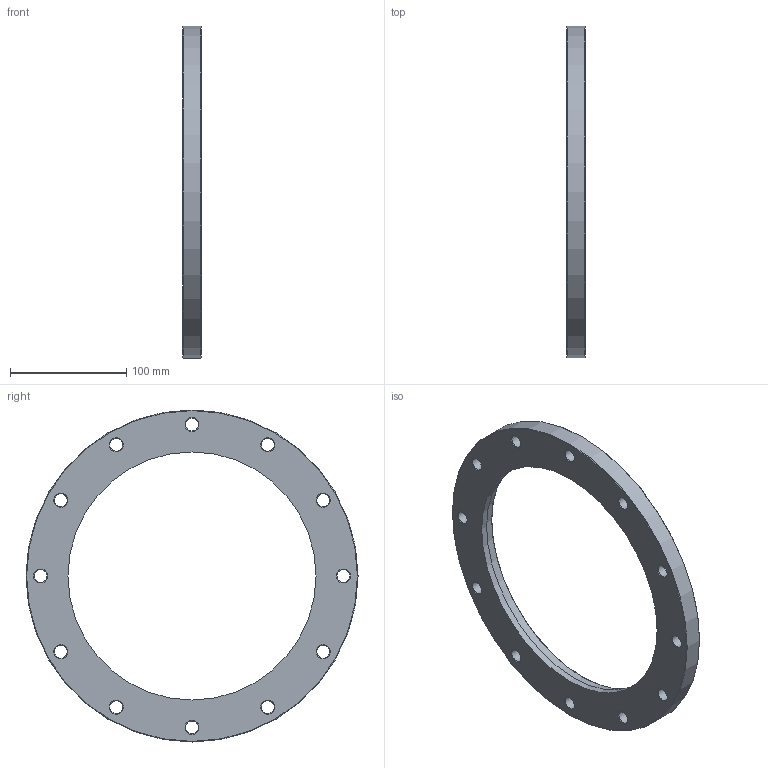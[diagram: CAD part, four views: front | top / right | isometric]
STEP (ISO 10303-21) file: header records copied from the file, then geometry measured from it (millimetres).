
FILE_DESCRIPTION(/* description */ (''),/* implementation_level */ '2;1');
FILE_NAME(/* name */ 'FL-200LFB-W219.stp',/* time_stamp */ '2018-07-12T10:00:37+01:00',/* author */ ('paul'),/* organization */ (''),/* preprocessor_version */ 'ST-DEVELOPER v17',/* originating_system */ 'Autodesk Inventor 2019',/* authorisation */ '');
FILE_SCHEMA (('AUTOMOTIVE_DESIGN { 1 0 10303 214 3 1 1 }'));
Length unit declared in the file: millimetre
Products named in the file (1): FL-200LFB-W219
Bounding box: 16 x 285 x 285 mm (x, y, z)
Volume: 408176.1 mm3; surface area: 85055.6 mm2
Topology: 1 solids, 1 shells, 45 faces, 118 edges, 76 vertices
Faces by surface type: cone 26, cylinder 15, plane 3, torus 1
Full cylindrical faces by diameter (mm): 11 x12, 213 x1, 220 x1, 285 x1
Entity records: 1516 total; most frequent: DIRECTION 287, CARTESIAN_POINT 240, ORIENTED_EDGE 236, AXIS2_PLACEMENT_3D 123, EDGE_CURVE 118, CIRCLE 77, VERTEX_POINT 76, EDGE_LOOP 72
